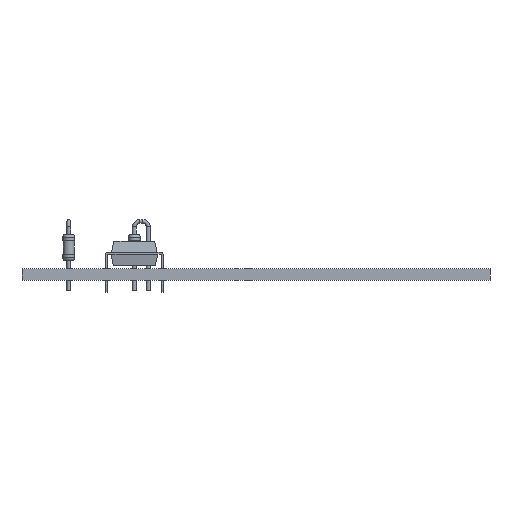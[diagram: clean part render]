
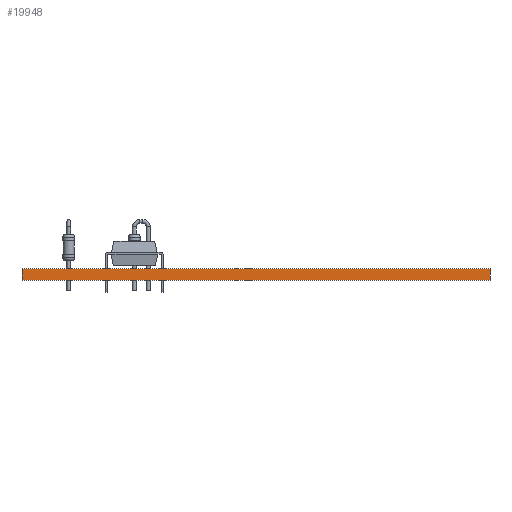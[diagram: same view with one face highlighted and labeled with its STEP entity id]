
A CAD part, front view. The second image highlights one B-rep face of the part: STEP entity #19948.
In plain terms, the highlighted planar face has unit normal (0, -1, 0).
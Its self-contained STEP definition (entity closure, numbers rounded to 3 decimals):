
#19767 = PLANE('',#19768);
#19768 = AXIS2_PLACEMENT_3D('',#19769,#19770,#19771);
#19769 = CARTESIAN_POINT('',(76.2,-25.4,0.));
#19770 = DIRECTION('',(1.,0.,-0.));
#19771 = DIRECTION('',(0.,-1.,0.));
#19792 = VERTEX_POINT('',#19793);
#19793 = CARTESIAN_POINT('',(76.2,-114.3,1.6));
#19807 = PLANE('',#19808);
#19808 = AXIS2_PLACEMENT_3D('',#19809,#19810,#19811);
#19809 = CARTESIAN_POINT('',(107.95,-69.85,1.6));
#19810 = DIRECTION('',(0.,0.,1.));
#19811 = DIRECTION('',(1.,0.,-0.));
#19819 = EDGE_CURVE('',#19820,#19792,#19822,.T.);
#19820 = VERTEX_POINT('',#19821);
#19821 = CARTESIAN_POINT('',(76.2,-114.3,0.));
#19822 = SURFACE_CURVE('',#19823,(#19827,#19834),.PCURVE_S1.);
#19823 = LINE('',#19824,#19825);
#19824 = CARTESIAN_POINT('',(76.2,-114.3,0.));
#19825 = VECTOR('',#19826,1.);
#19826 = DIRECTION('',(0.,0.,1.));
#19827 = PCURVE('',#19767,#19828);
#19828 = DEFINITIONAL_REPRESENTATION('',(#19829),#19833);
#19829 = LINE('',#19830,#19831);
#19830 = CARTESIAN_POINT('',(88.9,0.));
#19831 = VECTOR('',#19832,1.);
#19832 = DIRECTION('',(0.,-1.));
#19833 = ( GEOMETRIC_REPRESENTATION_CONTEXT(2) 
PARAMETRIC_REPRESENTATION_CONTEXT() REPRESENTATION_CONTEXT('2D SPACE',''
  ) );
#19834 = PCURVE('',#19835,#19840);
#19835 = PLANE('',#19836);
#19836 = AXIS2_PLACEMENT_3D('',#19837,#19838,#19839);
#19837 = CARTESIAN_POINT('',(76.2,-114.3,0.));
#19838 = DIRECTION('',(0.,1.,0.));
#19839 = DIRECTION('',(1.,0.,0.));
#19840 = DEFINITIONAL_REPRESENTATION('',(#19841),#19845);
#19841 = LINE('',#19842,#19843);
#19842 = CARTESIAN_POINT('',(0.,0.));
#19843 = VECTOR('',#19844,1.);
#19844 = DIRECTION('',(0.,-1.));
#19845 = ( GEOMETRIC_REPRESENTATION_CONTEXT(2) 
PARAMETRIC_REPRESENTATION_CONTEXT() REPRESENTATION_CONTEXT('2D SPACE',''
  ) );
#19861 = PLANE('',#19862);
#19862 = AXIS2_PLACEMENT_3D('',#19863,#19864,#19865);
#19863 = CARTESIAN_POINT('',(107.95,-69.85,0.));
#19864 = DIRECTION('',(0.,0.,1.));
#19865 = DIRECTION('',(1.,0.,-0.));
#19894 = PLANE('',#19895);
#19895 = AXIS2_PLACEMENT_3D('',#19896,#19897,#19898);
#19896 = CARTESIAN_POINT('',(139.7,-114.3,0.));
#19897 = DIRECTION('',(-1.,0.,0.));
#19898 = DIRECTION('',(0.,1.,0.));
#19948 = ADVANCED_FACE('',(#19949),#19835,.F.);
#19949 = FACE_BOUND('',#19950,.F.);
#19950 = EDGE_LOOP('',(#19951,#19952,#19975,#19998));
#19951 = ORIENTED_EDGE('',*,*,#19819,.T.);
#19952 = ORIENTED_EDGE('',*,*,#19953,.T.);
#19953 = EDGE_CURVE('',#19792,#19954,#19956,.T.);
#19954 = VERTEX_POINT('',#19955);
#19955 = CARTESIAN_POINT('',(139.7,-114.3,1.6));
#19956 = SURFACE_CURVE('',#19957,(#19961,#19968),.PCURVE_S1.);
#19957 = LINE('',#19958,#19959);
#19958 = CARTESIAN_POINT('',(76.2,-114.3,1.6));
#19959 = VECTOR('',#19960,1.);
#19960 = DIRECTION('',(1.,0.,0.));
#19961 = PCURVE('',#19835,#19962);
#19962 = DEFINITIONAL_REPRESENTATION('',(#19963),#19967);
#19963 = LINE('',#19964,#19965);
#19964 = CARTESIAN_POINT('',(0.,-1.6));
#19965 = VECTOR('',#19966,1.);
#19966 = DIRECTION('',(1.,0.));
#19967 = ( GEOMETRIC_REPRESENTATION_CONTEXT(2) 
PARAMETRIC_REPRESENTATION_CONTEXT() REPRESENTATION_CONTEXT('2D SPACE',''
  ) );
#19968 = PCURVE('',#19807,#19969);
#19969 = DEFINITIONAL_REPRESENTATION('',(#19970),#19974);
#19970 = LINE('',#19971,#19972);
#19971 = CARTESIAN_POINT('',(-31.75,-44.45));
#19972 = VECTOR('',#19973,1.);
#19973 = DIRECTION('',(1.,0.));
#19974 = ( GEOMETRIC_REPRESENTATION_CONTEXT(2) 
PARAMETRIC_REPRESENTATION_CONTEXT() REPRESENTATION_CONTEXT('2D SPACE',''
  ) );
#19975 = ORIENTED_EDGE('',*,*,#19976,.F.);
#19976 = EDGE_CURVE('',#19977,#19954,#19979,.T.);
#19977 = VERTEX_POINT('',#19978);
#19978 = CARTESIAN_POINT('',(139.7,-114.3,0.));
#19979 = SURFACE_CURVE('',#19980,(#19984,#19991),.PCURVE_S1.);
#19980 = LINE('',#19981,#19982);
#19981 = CARTESIAN_POINT('',(139.7,-114.3,0.));
#19982 = VECTOR('',#19983,1.);
#19983 = DIRECTION('',(0.,0.,1.));
#19984 = PCURVE('',#19835,#19985);
#19985 = DEFINITIONAL_REPRESENTATION('',(#19986),#19990);
#19986 = LINE('',#19987,#19988);
#19987 = CARTESIAN_POINT('',(63.5,0.));
#19988 = VECTOR('',#19989,1.);
#19989 = DIRECTION('',(0.,-1.));
#19990 = ( GEOMETRIC_REPRESENTATION_CONTEXT(2) 
PARAMETRIC_REPRESENTATION_CONTEXT() REPRESENTATION_CONTEXT('2D SPACE',''
  ) );
#19991 = PCURVE('',#19894,#19992);
#19992 = DEFINITIONAL_REPRESENTATION('',(#19993),#19997);
#19993 = LINE('',#19994,#19995);
#19994 = CARTESIAN_POINT('',(0.,0.));
#19995 = VECTOR('',#19996,1.);
#19996 = DIRECTION('',(0.,-1.));
#19997 = ( GEOMETRIC_REPRESENTATION_CONTEXT(2) 
PARAMETRIC_REPRESENTATION_CONTEXT() REPRESENTATION_CONTEXT('2D SPACE',''
  ) );
#19998 = ORIENTED_EDGE('',*,*,#19999,.F.);
#19999 = EDGE_CURVE('',#19820,#19977,#20000,.T.);
#20000 = SURFACE_CURVE('',#20001,(#20005,#20012),.PCURVE_S1.);
#20001 = LINE('',#20002,#20003);
#20002 = CARTESIAN_POINT('',(76.2,-114.3,0.));
#20003 = VECTOR('',#20004,1.);
#20004 = DIRECTION('',(1.,0.,0.));
#20005 = PCURVE('',#19835,#20006);
#20006 = DEFINITIONAL_REPRESENTATION('',(#20007),#20011);
#20007 = LINE('',#20008,#20009);
#20008 = CARTESIAN_POINT('',(0.,0.));
#20009 = VECTOR('',#20010,1.);
#20010 = DIRECTION('',(1.,0.));
#20011 = ( GEOMETRIC_REPRESENTATION_CONTEXT(2) 
PARAMETRIC_REPRESENTATION_CONTEXT() REPRESENTATION_CONTEXT('2D SPACE',''
  ) );
#20012 = PCURVE('',#19861,#20013);
#20013 = DEFINITIONAL_REPRESENTATION('',(#20014),#20018);
#20014 = LINE('',#20015,#20016);
#20015 = CARTESIAN_POINT('',(-31.75,-44.45));
#20016 = VECTOR('',#20017,1.);
#20017 = DIRECTION('',(1.,0.));
#20018 = ( GEOMETRIC_REPRESENTATION_CONTEXT(2) 
PARAMETRIC_REPRESENTATION_CONTEXT() REPRESENTATION_CONTEXT('2D SPACE',''
  ) );
